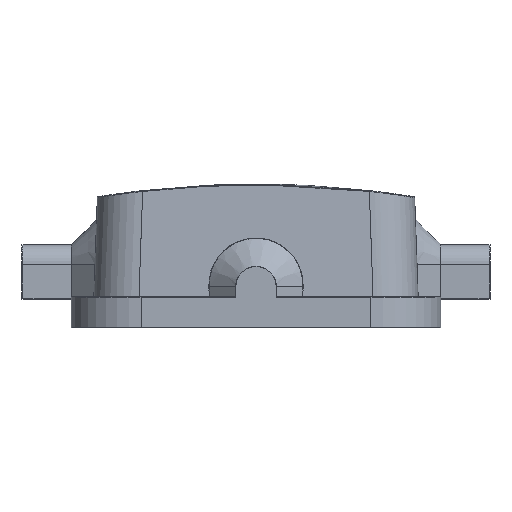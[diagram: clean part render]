
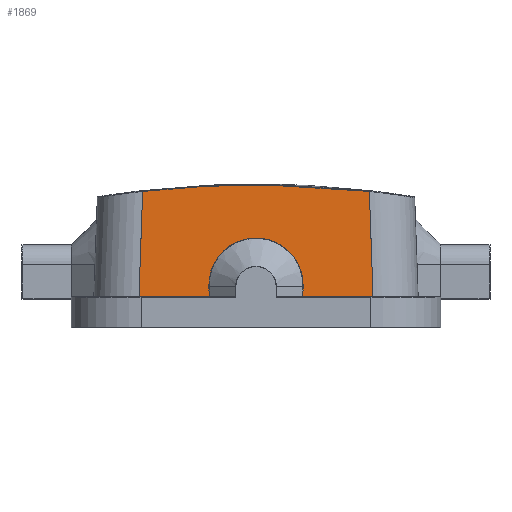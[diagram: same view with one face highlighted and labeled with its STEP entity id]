
A CAD part, left-side view. The second image highlights one B-rep face of the part: STEP entity #1869.
In plain terms, the highlighted planar face has unit normal (-0.999, 0, 0.035).
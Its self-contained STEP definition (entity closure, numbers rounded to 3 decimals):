
#1370=FACE_OUTER_BOUND('',#2372,.T.);
#1639=PLANE('',#7857);
#1869=ADVANCED_FACE('',(#1370),#1639,.T.);
#2208=ELLIPSE('',#7771,121.874,121.8);
#2218=ELLIPSE('',#7850,5.752,5.745);
#2372=EDGE_LOOP('',(#2956,#2957,#2958,#2959,#2960,#2961,#2962,#2963));
#2956=ORIENTED_EDGE('',*,*,#5034,.F.);
#2957=ORIENTED_EDGE('',*,*,#5041,.T.);
#2958=ORIENTED_EDGE('',*,*,#4861,.T.);
#2959=ORIENTED_EDGE('',*,*,#5042,.T.);
#2960=ORIENTED_EDGE('',*,*,#5043,.F.);
#2961=ORIENTED_EDGE('',*,*,#5044,.T.);
#2962=ORIENTED_EDGE('',*,*,#5027,.T.);
#2963=ORIENTED_EDGE('',*,*,#5032,.T.);
#4331=VERTEX_POINT('',#10164);
#4332=VERTEX_POINT('',#10166);
#4457=VERTEX_POINT('',#11005);
#4458=VERTEX_POINT('',#11006);
#4461=VERTEX_POINT('',#11014);
#4463=VERTEX_POINT('',#11020);
#4467=VERTEX_POINT('',#11034);
#4468=VERTEX_POINT('',#11036);
#4861=EDGE_CURVE('',#4332,#4331,#2208,.T.);
#5027=EDGE_CURVE('',#4457,#4458,#2218,.T.);
#5032=EDGE_CURVE('',#4458,#4461,#6294,.T.);
#5034=EDGE_CURVE('',#4463,#4461,#6296,.T.);
#5041=EDGE_CURVE('',#4463,#4332,#6302,.T.);
#5042=EDGE_CURVE('',#4331,#4467,#6303,.T.);
#5043=EDGE_CURVE('',#4468,#4467,#6304,.T.);
#5044=EDGE_CURVE('',#4468,#4457,#6305,.T.);
#6294=LINE('',#11016,#6920);
#6296=LINE('',#11019,#6922);
#6302=LINE('',#11031,#6928);
#6303=LINE('',#11033,#6929);
#6304=LINE('',#11035,#6930);
#6305=LINE('',#11037,#6931);
#6920=VECTOR('',#8673,1.);
#6922=VECTOR('',#8677,1.);
#6928=VECTOR('',#8687,1.);
#6929=VECTOR('',#8690,1.);
#6930=VECTOR('',#8691,1.);
#6931=VECTOR('',#8692,1.);
#7771=AXIS2_PLACEMENT_3D('',#10165,#8393,#8394);
#7850=AXIS2_PLACEMENT_3D('',#11004,#8664,#8665);
#7857=AXIS2_PLACEMENT_3D('',#11038,#8693,#8694);
#8393=DIRECTION('',(-0.999,0.,0.035));
#8394=DIRECTION('',(-0.035,0.,-0.999));
#8664=DIRECTION('',(0.999,0.,-0.035));
#8665=DIRECTION('',(-0.035,0.,-0.999));
#8673=DIRECTION('',(-0.035,0.035,-0.999));
#8677=DIRECTION('',(0.,1.,0.));
#8687=DIRECTION('',(0.035,0.035,0.999));
#8690=DIRECTION('',(-0.035,0.035,-0.999));
#8691=DIRECTION('',(0.,1.,0.));
#8692=DIRECTION('',(0.035,0.035,0.999));
#8693=DIRECTION('',(-0.999,0.,0.035));
#8694=DIRECTION('',(-0.035,0.,-0.999));
#10164=CARTESIAN_POINT('',(-3.726,93.654,-4.349));
#10165=CARTESIAN_POINT('',(-7.952,79.852,-125.364));
#10166=CARTESIAN_POINT('',(-3.726,66.049,-4.349));
#11004=CARTESIAN_POINT('',(-4.128,79.852,-15.864));
#11005=CARTESIAN_POINT('',(-4.135,85.594,-16.064));
#11006=CARTESIAN_POINT('',(-4.135,74.11,-16.064));
#11014=CARTESIAN_POINT('',(-4.177,74.152,-17.264));
#11016=CARTESIAN_POINT('',(-4.135,74.11,-16.064));
#11019=CARTESIAN_POINT('',(-4.177,94.915,-17.264));
#11020=CARTESIAN_POINT('',(-4.177,65.598,-17.264));
#11031=CARTESIAN_POINT('',(-4.16,65.615,-16.782));
#11033=CARTESIAN_POINT('',(-3.811,93.739,-6.788));
#11034=CARTESIAN_POINT('',(-4.177,94.105,-17.264));
#11035=CARTESIAN_POINT('',(-4.177,94.915,-17.264));
#11036=CARTESIAN_POINT('',(-4.177,85.552,-17.264));
#11037=CARTESIAN_POINT('',(-4.16,85.569,-16.782));
#11038=CARTESIAN_POINT('',(-3.774,94.915,-5.736));
